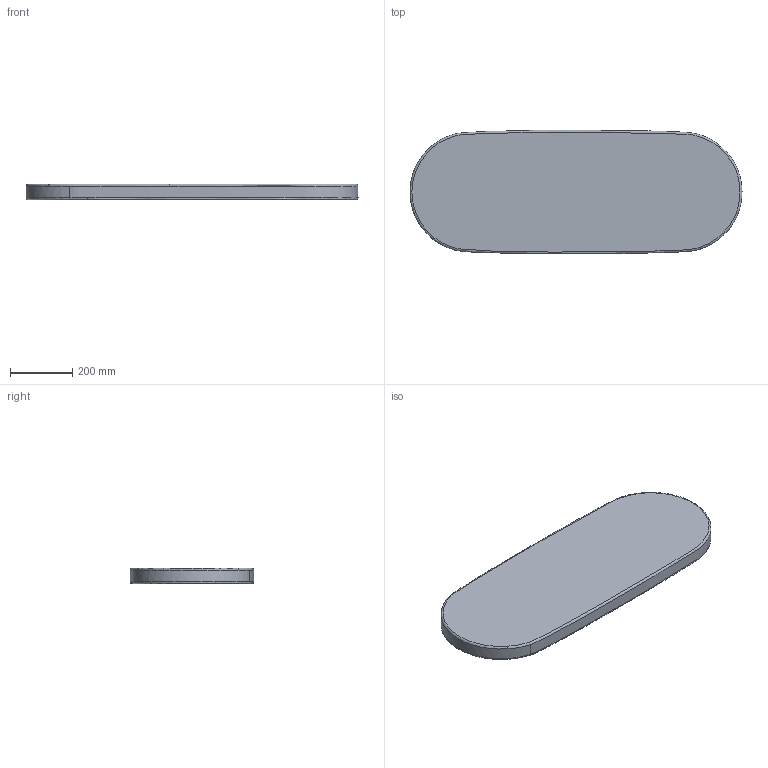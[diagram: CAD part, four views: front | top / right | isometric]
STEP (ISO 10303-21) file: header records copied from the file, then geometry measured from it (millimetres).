
FILE_DESCRIPTION (( 'STEP AP214' ), '1' );
FILE_NAME ('KTBB105.STEP', '2021-09-20T12:23:35', ( '' ), ( '' ), 'SwSTEP 2.0', 'SolidWorks 2021', '' );
FILE_SCHEMA (( 'AUTOMOTIVE_DESIGN' ));
Length unit declared in the file: millimetre
Products named in the file (1): KTBB105
Bounding box: 1064.09 x 396.46 x 50 mm (x, y, z)
Volume: 18941574 mm3; surface area: 881092.8 mm2
Topology: 1 solids, 1 shells, 8 faces, 18 edges, 12 vertices
Faces by surface type: bspline 6, plane 2
Entity records: 4085 total; most frequent: CARTESIAN_POINT 3910, ORIENTED_EDGE 36, EDGE_CURVE 18, DIRECTION 16, VERTEX_POINT 12, B_SPLINE_CURVE_WITH_KNOTS 12, ADVANCED_FACE 8, EDGE_LOOP 8
